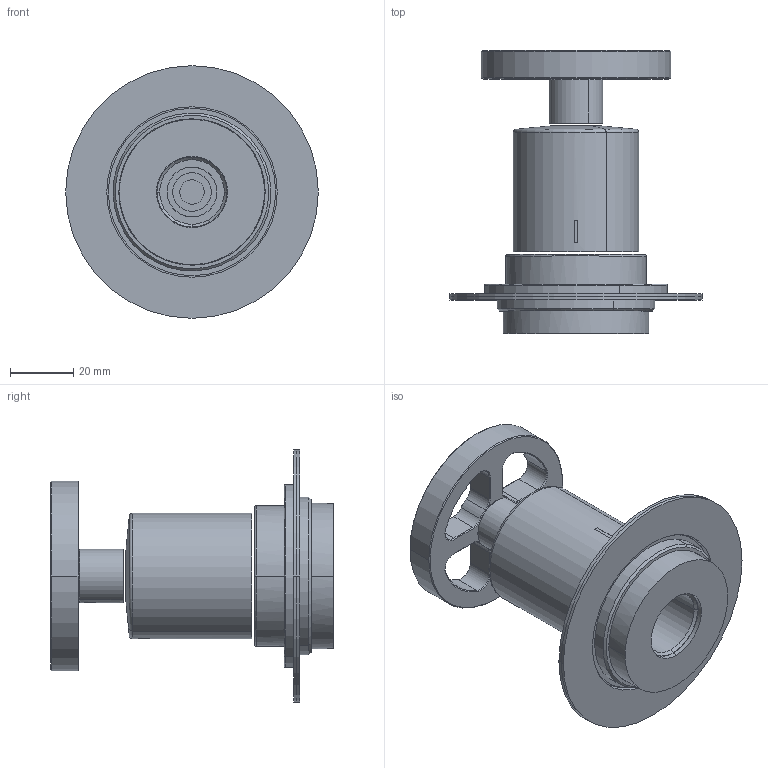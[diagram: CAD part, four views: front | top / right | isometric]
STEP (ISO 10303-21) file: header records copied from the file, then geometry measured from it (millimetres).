
FILE_DESCRIPTION(('CATIA V5 STEP Exchange','CAx-IF Rec.Pracs.--- Model Styling and Organization---1.5--- 2016-08-15','CAx-IF Rec.Pracs.---Supplemental Geometry---1.0---2011-11-01','CAx-IF Rec.Pracs.--- Composite Materials ---3.4---2017-06-13','CAx-IF Rec.Pracs.---Tessellated 3D Geometry---1.0---2015-12-17'),'2;1');
FILE_NAME('MN003310.stp','2022-09-17T09:17:17+00:00',('none'),('none'),'CATIA Version 5-6 Release 2020 SP2','CATIA V5 STEP AP242 v2','none');
FILE_SCHEMA(('AP242_MANAGED_MODEL_BASED_3D_ENGINEERING_MIM_LF {1 0 10303 442 1 1 4}'));
Length unit declared in the file: millimetre
Products named in the file (1): MN003310
Bounding box: 80 x 89.6 x 80 mm (x, y, z)
Volume: 81761.5 mm3; surface area: 39266.5 mm2
Topology: 8 solids, 8 shells, 400 faces, 992 edges, 622 vertices
Faces by surface type: extrusion 146, cylinder 87, cone 84, plane 69, torus 10, sphere 2, bspline 2
Entity records: 12548 total; most frequent: CARTESIAN_POINT 3709, ORIENTED_EDGE 1984, DIRECTION 1296, EDGE_CURVE 992, VERTEX_POINT 622, VECTOR 562, AXIS2_PLACEMENT_3D 519, EDGE_LOOP 436
